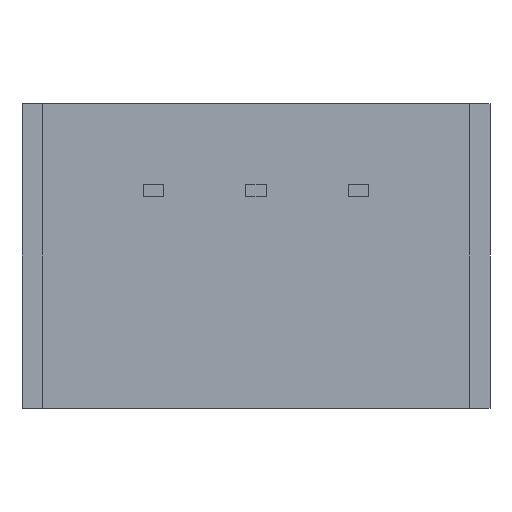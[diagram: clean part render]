
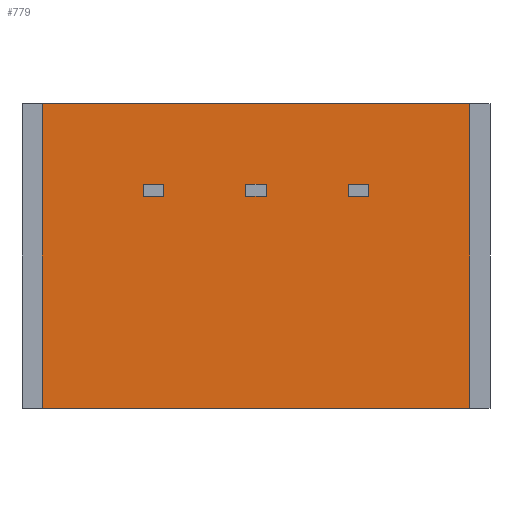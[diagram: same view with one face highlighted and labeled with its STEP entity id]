
A CAD part, front view. The second image highlights one B-rep face of the part: STEP entity #779.
In plain terms, the highlighted planar face has unit normal (0, -1, 0).
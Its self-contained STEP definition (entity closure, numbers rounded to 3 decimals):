
#3 = ORIENTED_EDGE ( 'NONE', *, *, #212, .T. ) ;
#5 = VERTEX_POINT ( 'NONE', #1002 ) ;
#18 = ORIENTED_EDGE ( 'NONE', *, *, #263, .T. ) ;
#35 = ORIENTED_EDGE ( 'NONE', *, *, #404, .F. ) ;
#85 = VERTEX_POINT ( 'NONE', #233 ) ;
#97 = EDGE_CURVE ( 'NONE', #681, #5, #704, .T. ) ;
#111 = VECTOR ( 'NONE', #968, 1000. ) ;
#136 = DIRECTION ( 'NONE',  ( 0., 1., 0. ) ) ;
#142 = LINE ( 'NONE', #663, #946 ) ;
#150 = ORIENTED_EDGE ( 'NONE', *, *, #563, .T. ) ;
#162 = EDGE_CURVE ( 'NONE', #85, #643, #979, .T. ) ;
#167 = VECTOR ( 'NONE', #751, 1000. ) ;
#178 = VECTOR ( 'NONE', #854, 1000. ) ;
#197 = CARTESIAN_POINT ( 'NONE',  ( 5.8, 0., 0. ) ) ;
#212 = EDGE_CURVE ( 'NONE', #381, #5, #365, .T. ) ;
#214 = CARTESIAN_POINT ( 'NONE',  ( 2.79, 0., 7.55 ) ) ;
#225 = FACE_BOUND ( 'NONE', #720, .T. ) ;
#231 = ORIENTED_EDGE ( 'NONE', *, *, #375, .F. ) ;
#233 = CARTESIAN_POINT ( 'NONE',  ( 2.29, 0., 5.55 ) ) ;
#252 = EDGE_CURVE ( 'NONE', #793, #281, #788, .T. ) ;
#256 = CARTESIAN_POINT ( 'NONE',  ( 2.79, 0., 5.55 ) ) ;
#260 = CARTESIAN_POINT ( 'NONE',  ( 0.25, 0., 7.55 ) ) ;
#263 = EDGE_CURVE ( 'NONE', #1013, #276, #142, .T. ) ;
#268 = CARTESIAN_POINT ( 'NONE',  ( 2.29, 0., 5.55 ) ) ;
#270 = VECTOR ( 'NONE', #271, 1000. ) ;
#271 = DIRECTION ( 'NONE',  ( 0., 0., 1. ) ) ;
#276 = VERTEX_POINT ( 'NONE', #831 ) ;
#281 = VERTEX_POINT ( 'NONE', #656 ) ;
#284 = ORIENTED_EDGE ( 'NONE', *, *, #647, .T. ) ;
#306 = VECTOR ( 'NONE', #821, 1000. ) ;
#310 = CARTESIAN_POINT ( 'NONE',  ( 0.25, 0., 5.25 ) ) ;
#334 = VERTEX_POINT ( 'NONE', #754 ) ;
#365 = LINE ( 'NONE', #454, #757 ) ;
#375 = EDGE_CURVE ( 'NONE', #281, #334, #978, .T. ) ;
#378 = DIRECTION ( 'NONE',  ( -1., 0., 0. ) ) ;
#381 = VERTEX_POINT ( 'NONE', #927 ) ;
#389 = ORIENTED_EDGE ( 'NONE', *, *, #596, .F. ) ;
#392 = FACE_OUTER_BOUND ( 'NONE', #672, .T. ) ;
#404 = EDGE_CURVE ( 'NONE', #790, #793, #532, .T. ) ;
#454 = CARTESIAN_POINT ( 'NONE',  ( -0.25, 0., 5.55 ) ) ;
#462 = CARTESIAN_POINT ( 'NONE',  ( -5.3, 0., 7.55 ) ) ;
#464 = ORIENTED_EDGE ( 'NONE', *, *, #839, .F. ) ;
#470 = CARTESIAN_POINT ( 'NONE',  ( -0.25, 0., 5.25 ) ) ;
#473 = DIRECTION ( 'NONE',  ( 1., 0., 0. ) ) ;
#478 = VECTOR ( 'NONE', #766, 1000. ) ;
#500 = LINE ( 'NONE', #214, #478 ) ;
#508 = ORIENTED_EDGE ( 'NONE', *, *, #795, .T. ) ;
#525 = DIRECTION ( 'NONE',  ( -1., 0., 0. ) ) ;
#526 = CARTESIAN_POINT ( 'NONE',  ( -5.3, 0., 0. ) ) ;
#529 = DIRECTION ( 'NONE',  ( 1., 0., 0. ) ) ;
#532 = LINE ( 'NONE', #997, #731 ) ;
#541 = CARTESIAN_POINT ( 'NONE',  ( -0.25, 0., 5.25 ) ) ;
#549 = EDGE_LOOP ( 'NONE', ( #508, #284, #3, #940 ) ) ;
#563 = EDGE_CURVE ( 'NONE', #276, #85, #749, .T. ) ;
#564 = VECTOR ( 'NONE', #678, 1000. ) ;
#566 = ORIENTED_EDGE ( 'NONE', *, *, #252, .F. ) ;
#581 = VECTOR ( 'NONE', #473, 1000. ) ;
#596 = EDGE_CURVE ( 'NONE', #334, #790, #931, .T. ) ;
#608 = PLANE ( 'NONE',  #794 ) ;
#615 = ORIENTED_EDGE ( 'NONE', *, *, #162, .T. ) ;
#622 = DIRECTION ( 'NONE',  ( 0., 0., 1. ) ) ;
#627 = CARTESIAN_POINT ( 'NONE',  ( 2.79, 0., 5.25 ) ) ;
#643 = VERTEX_POINT ( 'NONE', #256 ) ;
#647 = EDGE_CURVE ( 'NONE', #953, #381, #1011, .T. ) ;
#656 = CARTESIAN_POINT ( 'NONE',  ( 5.3, 0., 7.55 ) ) ;
#663 = CARTESIAN_POINT ( 'NONE',  ( 2.29, 0., 5.25 ) ) ;
#667 = CARTESIAN_POINT ( 'NONE',  ( 5.3, 0., 7.55 ) ) ;
#672 = EDGE_LOOP ( 'NONE', ( #231, #566, #35, #389 ) ) ;
#678 = DIRECTION ( 'NONE',  ( 0., 0., -1. ) ) ;
#681 = VERTEX_POINT ( 'NONE', #310 ) ;
#694 = CARTESIAN_POINT ( 'NONE',  ( -5.3, 0., 7.55 ) ) ;
#704 = LINE ( 'NONE', #260, #270 ) ;
#707 = CARTESIAN_POINT ( 'NONE',  ( 2.29, 0., 5.55 ) ) ;
#720 = EDGE_LOOP ( 'NONE', ( #18, #150, #615, #464 ) ) ;
#727 = LINE ( 'NONE', #541, #902 ) ;
#731 = VECTOR ( 'NONE', #845, 1000. ) ;
#742 = CARTESIAN_POINT ( 'NONE',  ( -0.25, 0., 5.55 ) ) ;
#749 = LINE ( 'NONE', #268, #111 ) ;
#751 = DIRECTION ( 'NONE',  ( 1., 0., 0. ) ) ;
#754 = CARTESIAN_POINT ( 'NONE',  ( 5.3, 0., 0. ) ) ;
#757 = VECTOR ( 'NONE', #529, 1000. ) ;
#761 = CARTESIAN_POINT ( 'NONE',  ( -5.3, 0., 7.55 ) ) ;
#766 = DIRECTION ( 'NONE',  ( 0., 0., 1. ) ) ;
#779 = ADVANCED_FACE ( 'NONE', ( #225, #392, #1004 ), #608, .F. ) ;
#788 = LINE ( 'NONE', #761, #167 ) ;
#790 = VERTEX_POINT ( 'NONE', #526 ) ;
#793 = VERTEX_POINT ( 'NONE', #462 ) ;
#794 = AXIS2_PLACEMENT_3D ( 'NONE', #694, #136, #622 ) ;
#795 = EDGE_CURVE ( 'NONE', #681, #953, #727, .T. ) ;
#821 = DIRECTION ( 'NONE',  ( -1., 0., 0. ) ) ;
#831 = CARTESIAN_POINT ( 'NONE',  ( 2.29, 0., 5.25 ) ) ;
#839 = EDGE_CURVE ( 'NONE', #1013, #643, #500, .T. ) ;
#845 = DIRECTION ( 'NONE',  ( 0., 0., 1. ) ) ;
#854 = DIRECTION ( 'NONE',  ( 0., 0., 1. ) ) ;
#902 = VECTOR ( 'NONE', #378, 1000. ) ;
#927 = CARTESIAN_POINT ( 'NONE',  ( -0.25, 0., 5.55 ) ) ;
#931 = LINE ( 'NONE', #197, #306 ) ;
#940 = ORIENTED_EDGE ( 'NONE', *, *, #97, .F. ) ;
#946 = VECTOR ( 'NONE', #525, 1000. ) ;
#953 = VERTEX_POINT ( 'NONE', #470 ) ;
#968 = DIRECTION ( 'NONE',  ( 0., 0., 1. ) ) ;
#978 = LINE ( 'NONE', #667, #564 ) ;
#979 = LINE ( 'NONE', #707, #581 ) ;
#997 = CARTESIAN_POINT ( 'NONE',  ( -5.3, 0., 7.55 ) ) ;
#1002 = CARTESIAN_POINT ( 'NONE',  ( 0.25, 0., 5.55 ) ) ;
#1004 = FACE_BOUND ( 'NONE', #549, .T. ) ;
#1011 = LINE ( 'NONE', #742, #178 ) ;
#1013 = VERTEX_POINT ( 'NONE', #627 ) ;
